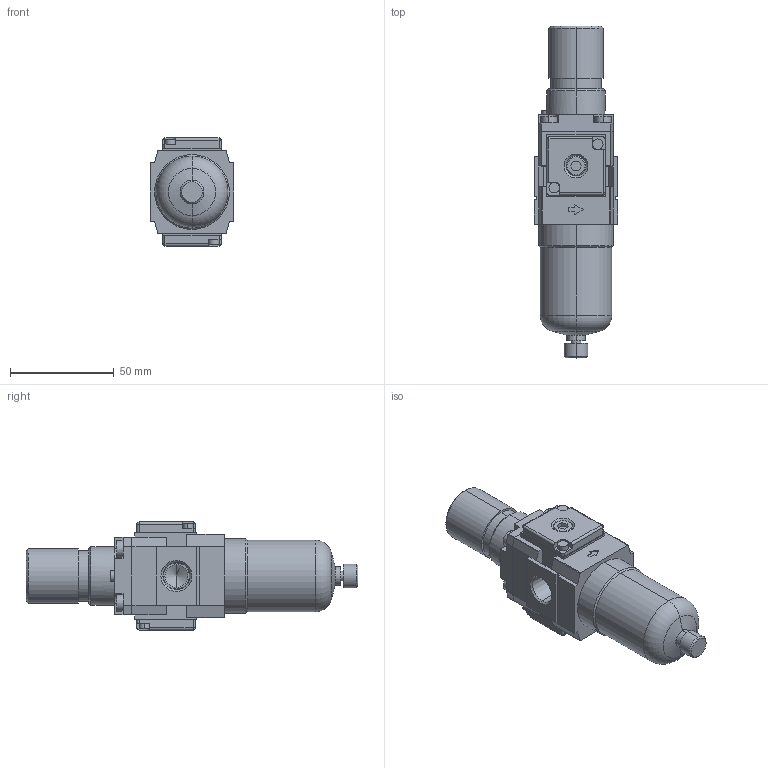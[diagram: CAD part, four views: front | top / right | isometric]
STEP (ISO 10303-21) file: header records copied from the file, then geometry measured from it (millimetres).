
FILE_DESCRIPTION (( 'STEP AP214' ), '1' );
FILE_NAME ('AW20-F02-B.step.step', '2016-01-21T10:48:53', ( 'Windows User' ), ( '' ), 'SwSTEP 2.0', 'SolidWorks 2016', '' );
FILE_SCHEMA (( 'AUTOMOTIVE_DESIGN' ));
Length unit declared in the file: millimetre
Products named in the file (7): AW20-F02-B.step_AW_Drain_20; AW20-F02-B.step_AW3020A Plug_01; AW20-F02-B.step_AW3020A Gauge_20; AW20-F02-B.step_AW_Bowl_20; AW20-F02-B.step_AW3020A Body_20; AW20-F02-B.step
Assembly tree (6 placements, depth 2):
  AW20-F02-B.step
    AW20-F02-B.step_AW3020A Body_20
    AW20-F02-B.step_AW_Bowl_20
    AW20-F02-B.step_AW3020A Gauge_20
    AW20-F02-B.step_AW3020A Gauge_20
    AW20-F02-B.step_AW3020A Plug_01
    AW20-F02-B.step_AW_Drain_20
Bounding box: 40 x 159.8 x 52 mm (x, y, z)
Volume: 153529.9 mm3; surface area: 29729.9 mm2
Topology: 6 solids, 6 shells, 262 faces, 643 edges, 404 vertices
Faces by surface type: plane 149, cylinder 67, cone 40, sphere 4, torus 2
Entity records: 8644 total; most frequent: DIRECTION 1379, CARTESIAN_POINT 1310, ORIENTED_EDGE 1270, EDGE_CURVE 635, AXIS2_PLACEMENT_3D 473, LINE 433, VECTOR 433, VERTEX_POINT 404
